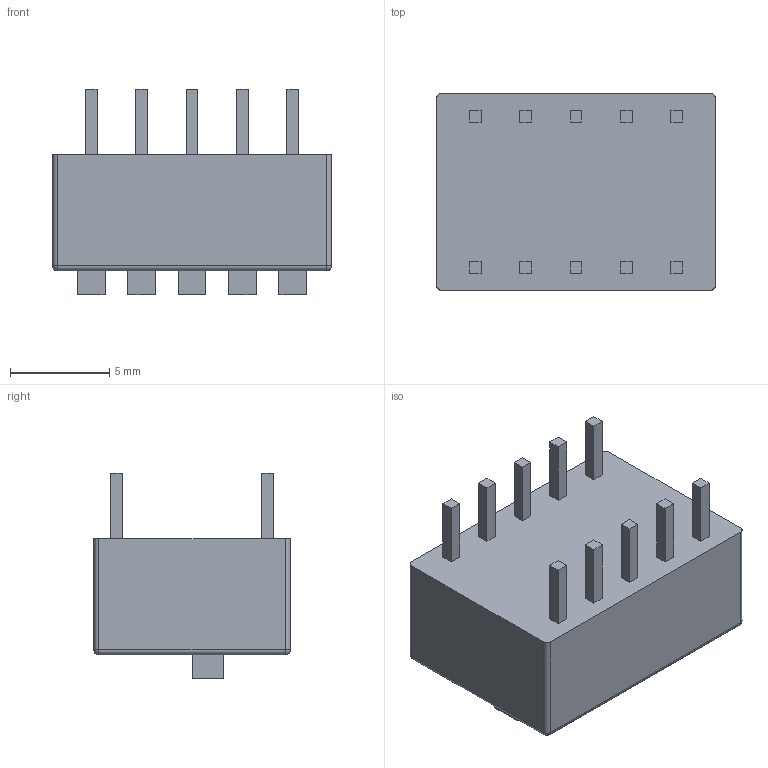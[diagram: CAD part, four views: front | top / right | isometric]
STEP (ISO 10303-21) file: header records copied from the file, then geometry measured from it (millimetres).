
FILE_DESCRIPTION (( 'STEP AP203' ), '1' );
FILE_NAME ('Dip Switch 5.STEP', '2019-12-20T16:27:14', ( '' ), ( '' ), 'SwSTEP 2.0', 'SolidWorks 2017', '' );
FILE_SCHEMA (( 'CONFIG_CONTROL_DESIGN' ));
Length unit declared in the file: millimetre
Products named in the file (1): Dip Switch 5
Bounding box: 14.06 x 9.9 x 10.35 mm (x, y, z)
Volume: 837.5 mm3; surface area: 814 mm2
Topology: 11 solids, 11 shells, 153 faces, 340 edges, 220 vertices
Faces by surface type: plane 141, cylinder 8, sphere 4
Entity records: 4167 total; most frequent: CARTESIAN_POINT 710, ORIENTED_EDGE 672, DIRECTION 660, EDGE_CURVE 336, LINE 320, VECTOR 320, VERTEX_POINT 220, AXIS2_PLACEMENT_3D 170
